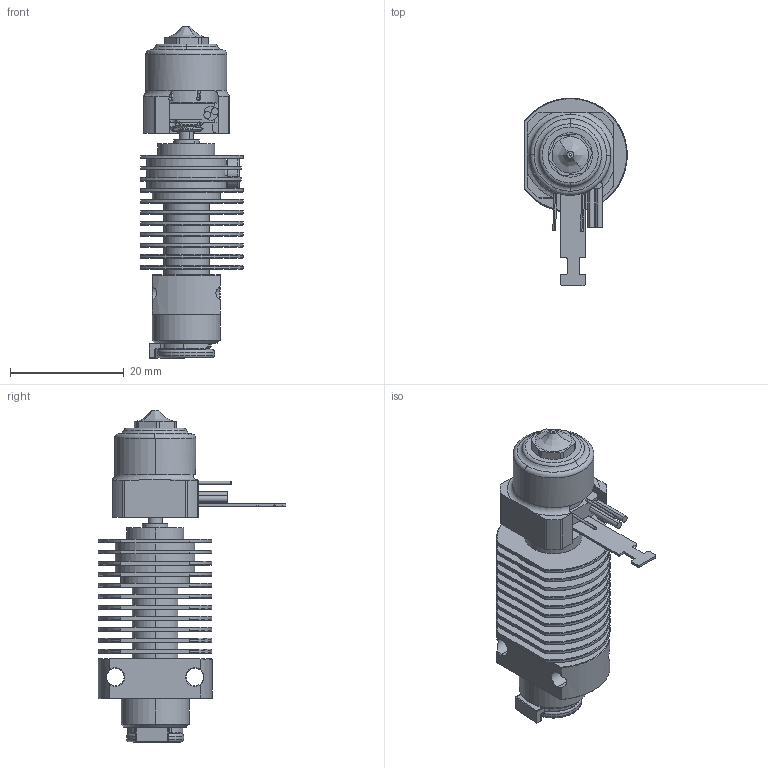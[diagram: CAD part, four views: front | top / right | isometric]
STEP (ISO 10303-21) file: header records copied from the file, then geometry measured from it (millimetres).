
FILE_DESCRIPTION (( 'STEP AP214' ), '1' );
FILE_NAME ('trianglelab-TR6-hotend_mockup.STEP', '2022-09-30T07:12:04', ( '' ), ( '' ), 'SwSTEP 2.0', 'SolidWorks 2020', '' );
FILE_SCHEMA (( 'AUTOMOTIVE_DESIGN' ));
Length unit declared in the file: millimetre
Products named in the file (19): CHC-加热核心装配体; 环形加热块-B款; CHC-FOR-CR_散热器; pan head cross recess screw_iso_ISO 7045 - M2 x 3 - Z - 3N; PT100_sensor; 标准型陶瓷加热圈; trianglelab-TR6-hotend_mockup; ｻｷﾐﾎｼﾓﾈﾈｿ鮖霓ｺﾌﾗ; titianV2_綰奪結え; TV6-nozzle; socket head thin cap screw_din_DIN 7984 - M3 x 5 --- 3.5N; 1.75奪囀蚰; 滅賑縐遠; titanV2_禱牉奪; CHC-盄旰嘐隅え; 嵌入式4MM管卡爪铜件设计; titan-V2毛细管版本M6加热段-全螺纹; E3D-V7禱牉奪唳階輸; 禱牉奪綰奪蚾饜
Assembly tree (18 placements, depth 3):
  trianglelab-TR6-hotend_mockup
    CHC-FOR-CR_散热器
    E3D-V7禱牉奪唳階輸
    禱牉奪綰奪蚾饜
      titianV2_綰奪結え
      titanV2_禱牉奪
      titan-V2毛细管版本M6加热段-全螺纹
    TV6-nozzle
    CHC-加热核心装配体
      环形加热块-B款
      标准型陶瓷加热圈
      PT100_sensor
      ｻｷﾐﾎｼﾓﾈﾈｿ鮖霓ｺﾌﾗ
      CHC-盄旰嘐隅え
      pan head cross recess screw_iso_ISO 7045 - M2 x 3 - Z - 3N
    socket head thin cap screw_din_DIN 7984 - M3 x 5 --- 3.5N
    嵌入式4MM管卡爪铜件设计
      1.75奪囀蚰
      滅賑縐遠
Bounding box: 18 x 32.95 x 58.3 mm (x, y, z)
Volume: 7769.3 mm3; surface area: 12740.8 mm2
Topology: 17 solids, 17 shells, 694 faces, 1712 edges, 1060 vertices
Faces by surface type: cylinder 283, plane 200, cone 112, torus 62, sphere 24, bspline 13
Entity records: 26891 total; most frequent: CARTESIAN_POINT 9663, DIRECTION 3595, ORIENTED_EDGE 3376, EDGE_CURVE 1688, AXIS2_PLACEMENT_3D 1461, VERTEX_POINT 1056, CIRCLE 756, EDGE_LOOP 748
